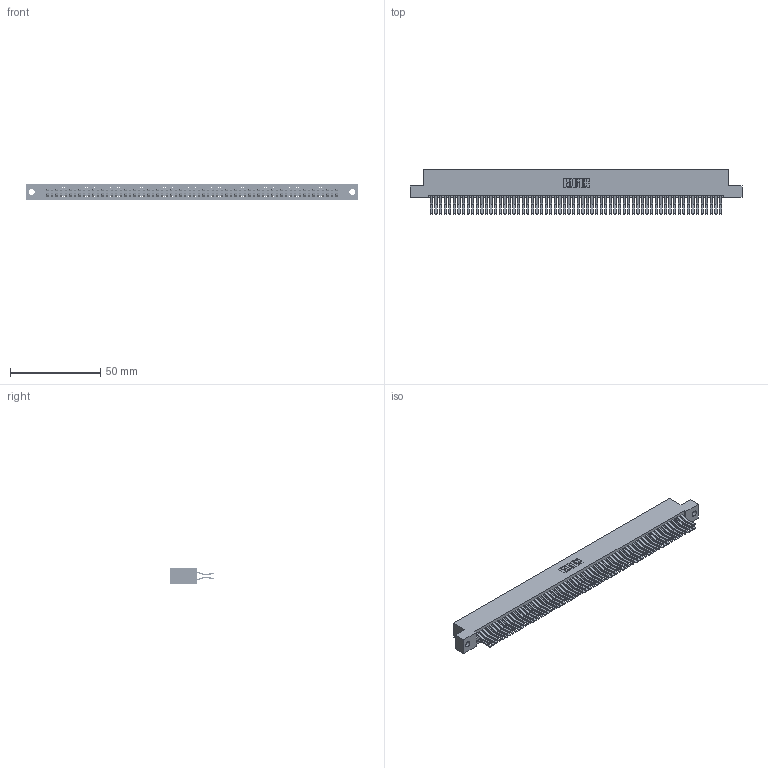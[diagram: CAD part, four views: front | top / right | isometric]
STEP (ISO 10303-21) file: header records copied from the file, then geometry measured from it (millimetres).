
FILE_DESCRIPTION (( 'STEP AP203' ), '1' );
FILE_NAME ('345-128-560-202.STEP', '2019-11-07T11:01:56', ( '' ), ( '' ), 'SwSTEP 2.0', 'SolidWorks 2016', '' );
FILE_SCHEMA (( 'CONFIG_CONTROL_DESIGN' ));
Length unit declared in the file: inch
Products named in the file (3): 345-292-001_560 Tail; 345-128-560-202; 345 Part_Flush Mounting Lugs - 0.128 Dia
Assembly tree (129 placements, depth 2):
  345-128-560-202
    345 Part_Flush Mounting Lugs - 0.128 Dia
    345-292-001_560 Tail  x128
Bounding box: 183.77 x 24.45 x 9.4 mm (x, y, z)
Volume: 18858 mm3; surface area: 30186.5 mm2
Topology: 129 solids, 129 shells, 6782 faces, 20181 edges, 13282 vertices
Faces by surface type: plane 4304, cylinder 2478
Entity records: 47345 total; most frequent: CARTESIAN_POINT 7916, ORIENTED_EDGE 7850, DIRECTION 6957, EDGE_CURVE 3925, LINE 3533, VECTOR 3533, VERTEX_POINT 2614, AXIS2_PLACEMENT_3D 1712
